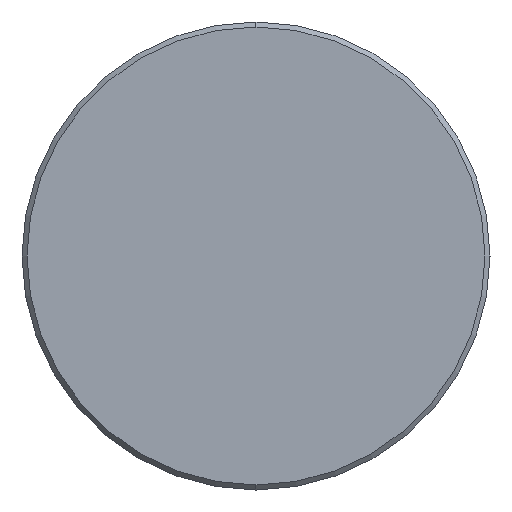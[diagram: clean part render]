
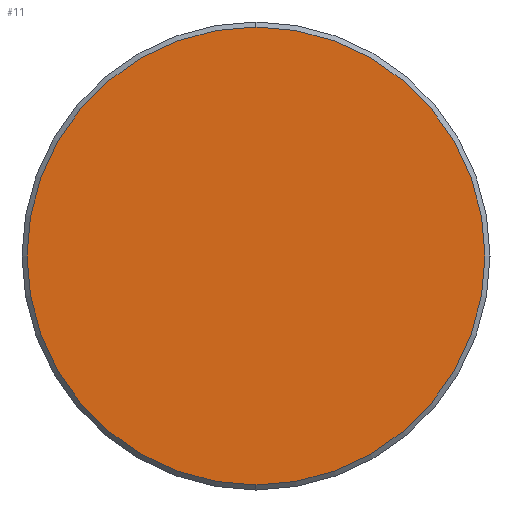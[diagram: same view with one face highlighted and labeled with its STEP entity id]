
A CAD part, left-side view. The second image highlights one B-rep face of the part: STEP entity #11.
In plain terms, the highlighted planar face has unit normal (-1, 0, 0).
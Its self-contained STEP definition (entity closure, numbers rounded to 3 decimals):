
#11 = ADVANCED_FACE ( 'NONE', ( #392 ), #797, .F. ) ;
#48 = DIRECTION ( 'NONE',  ( 0., 0., -1. ) ) ;
#150 = AXIS2_PLACEMENT_3D ( 'NONE', #488, #677, #48 ) ;
#151 = EDGE_LOOP ( 'NONE', ( #197, #379 ) ) ;
#167 = CARTESIAN_POINT ( 'NONE',  ( 0., 0., 0. ) ) ;
#197 = ORIENTED_EDGE ( 'NONE', *, *, #655, .T. ) ;
#207 = CIRCLE ( 'NONE', #494, 13.7 ) ;
#258 = VERTEX_POINT ( 'NONE', #699 ) ;
#341 = DIRECTION ( 'NONE',  ( -1., 0., 0. ) ) ;
#379 = ORIENTED_EDGE ( 'NONE', *, *, #515, .T. ) ;
#392 = FACE_OUTER_BOUND ( 'NONE', #151, .T. ) ;
#488 = CARTESIAN_POINT ( 'NONE',  ( 0., 0., 0. ) ) ;
#494 = AXIS2_PLACEMENT_3D ( 'NONE', #522, #341, #717 ) ;
#515 = EDGE_CURVE ( 'NONE', #258, #523, #207, .T. ) ;
#522 = CARTESIAN_POINT ( 'NONE',  ( 0., 0., 0. ) ) ;
#523 = VERTEX_POINT ( 'NONE', #528 ) ;
#528 = CARTESIAN_POINT ( 'NONE',  ( 0., 0., -13.7 ) ) ;
#598 = CIRCLE ( 'NONE', #662, 13.7 ) ;
#655 = EDGE_CURVE ( 'NONE', #523, #258, #598, .T. ) ;
#662 = AXIS2_PLACEMENT_3D ( 'NONE', #167, #665, #777 ) ;
#665 = DIRECTION ( 'NONE',  ( -1., 0., 0. ) ) ;
#677 = DIRECTION ( 'NONE',  ( 1., 0., 0. ) ) ;
#699 = CARTESIAN_POINT ( 'NONE',  ( 0., 0., 13.7 ) ) ;
#717 = DIRECTION ( 'NONE',  ( 0., 0., 1. ) ) ;
#777 = DIRECTION ( 'NONE',  ( 0., 0., 1. ) ) ;
#797 = PLANE ( 'NONE',  #150 ) ;
